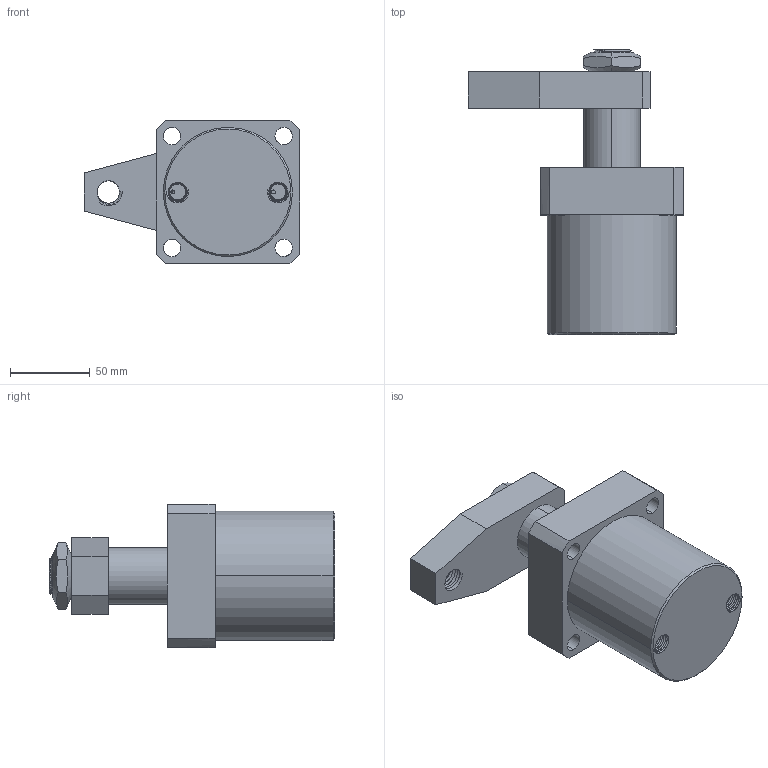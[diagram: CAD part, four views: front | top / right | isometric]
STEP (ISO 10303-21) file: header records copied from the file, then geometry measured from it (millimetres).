
FILE_DESCRIPTION (( 'STEP AP203' ), '1' );
FILE_NAME ('chs-fa63s_asm.STEP', '2019-05-06T02:07:42', ( '' ), ( '' ), 'SwSTEP 2.0', 'SolidWorks 2017', '' );
FILE_SCHEMA (( 'CONFIG_CONTROL_DESIGN' ));
Length unit declared in the file: millimetre
Products named in the file (5): CHS-63S-02_1_1; CHS-63S-01_1; chs-fa63s_asm; M24_1; CHS-FA63-03_1
Assembly tree (4 placements, depth 2):
  chs-fa63s_asm
    CHS-FA63-03_1
    CHS-63S-02_1_1
    CHS-63S-01_1
    M24_1
Bounding box: 135 x 179 x 90 mm (x, y, z)
Volume: 665789.4 mm3; surface area: 118189.7 mm2
Topology: 5 solids, 5 shells, 268 faces, 813 edges, 549 vertices
Faces by surface type: cylinder 105, cone 65, plane 57, bspline 41
Entity records: 32083 total; most frequent: CARTESIAN_POINT 25308, ORIENTED_EDGE 1582, DIRECTION 885, EDGE_CURVE 791, VERTEX_POINT 549, B_SPLINE_CURVE_WITH_KNOTS 463, AXIS2_PLACEMENT_3D 333, EDGE_LOOP 298
